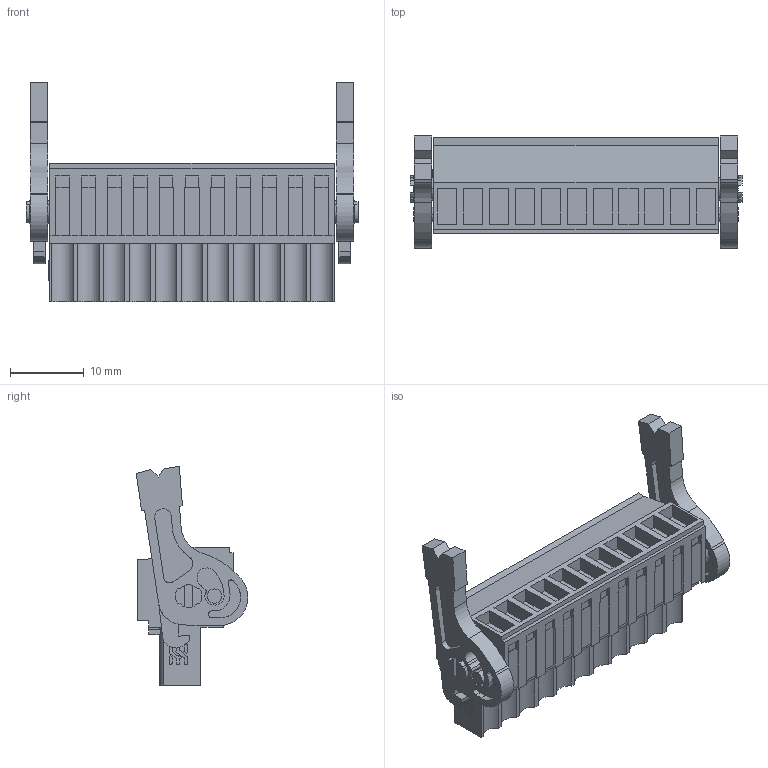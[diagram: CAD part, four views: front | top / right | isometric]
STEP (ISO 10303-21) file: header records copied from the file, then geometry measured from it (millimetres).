
FILE_DESCRIPTION(('CATIA V5 STEP Exchange','CAx-IF Rec.Pracs.--- Model Styling and Organization---1.2---2011-12-15'),'2;1');
FILE_NAME ('D1452685_0_1531090000_1531090000.stp','2017-04-25T12:42:14+00:00',('none'),('Weidmueller'),'CATIA Version 5-6 Release 2014','CATIA V5 STEP AP214','none');
FILE_SCHEMA(('AUTOMOTIVE_DESIGN { 1 0 10303 214 1 1 1 1 }'));
Length unit declared in the file: millimetre
Products named in the file (1): 1531090000
Bounding box: 44.9 x 15.12 x 29.66 mm (x, y, z)
Volume: 6345.7 mm3; surface area: 5751.8 mm2
Topology: 14 solids, 14 shells, 879 faces, 2445 edges, 1656 vertices
Faces by surface type: plane 713, cylinder 106, extrusion 60
Entity records: 26739 total; most frequent: CARTESIAN_POINT 5786, ORIENTED_EDGE 4890, DIRECTION 3269, EDGE_CURVE 2445, VECTOR 2001, LINE 1941, VERTEX_POINT 1656, EDGE_LOOP 949
